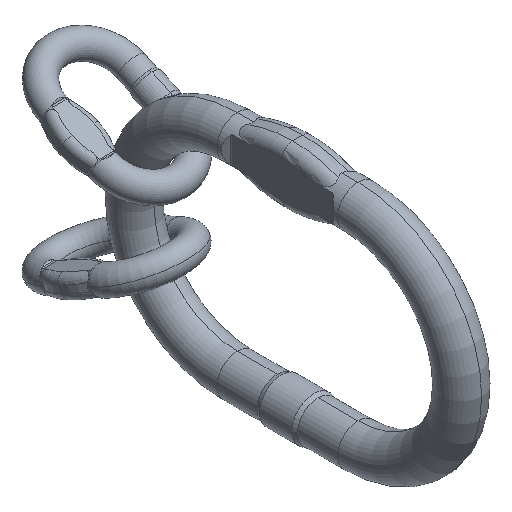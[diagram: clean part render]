
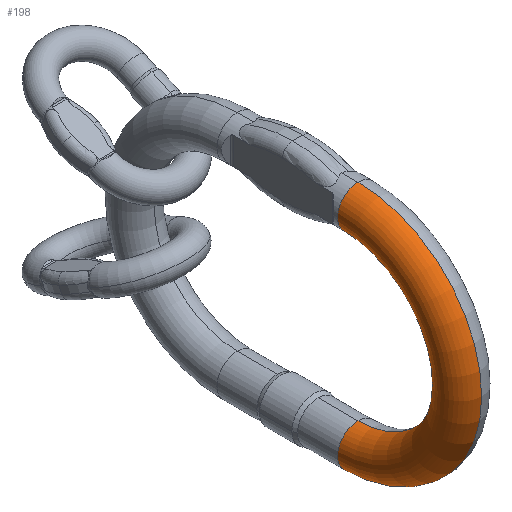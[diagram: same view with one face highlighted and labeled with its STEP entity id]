
A CAD part, isometric view. The second image highlights one B-rep face of the part: STEP entity #198.
In plain terms, the highlighted toroidal (fillet/blend) face has major radius 68.5 mm and minor radius 13.5 mm.
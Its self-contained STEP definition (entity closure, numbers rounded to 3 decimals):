
#198=ADVANCED_FACE('',(#601),#602,.T.);
#601=FACE_OUTER_BOUND('',#1180,.T.);
#602=TOROIDAL_SURFACE('',#1181,68.5,13.5);
#1180=EDGE_LOOP('',(#2645,#2646,#2647,#2648));
#1181=AXIS2_PLACEMENT_3D('',#2649,#2650,#2651);
#2645=ORIENTED_EDGE('',*,*,#4394,.T.);
#2646=ORIENTED_EDGE('',*,*,#4447,.F.);
#2647=ORIENTED_EDGE('',*,*,#4396,.T.);
#2648=ORIENTED_EDGE('',*,*,#4435,.T.);
#2649=CARTESIAN_POINT('',(0.0,-40.0,0.));
#2650=DIRECTION('',(-1.0,0.0,0.0));
#2651=DIRECTION('',(0.0,0.0,-1.0));
#4394=EDGE_CURVE('',#5311,#5312,#5313,.T.);
#4396=EDGE_CURVE('',#5316,#5314,#5317,.T.);
#4435=EDGE_CURVE('',#5314,#5311,#5385,.T.);
#4447=EDGE_CURVE('',#5316,#5312,#5402,.T.);
#5311=VERTEX_POINT('',#7142);
#5312=VERTEX_POINT('',#7143);
#5313=CIRCLE('',#7144,82.0);
#5314=VERTEX_POINT('',#7145);
#5316=VERTEX_POINT('',#7147);
#5317=CIRCLE('',#7148,55.0);
#5385=CIRCLE('',#7290,13.5);
#5402=CIRCLE('',#7331,13.5);
#7142=CARTESIAN_POINT('',(0.,-40.,-82.0));
#7143=CARTESIAN_POINT('',(0.,-40.,82.));
#7144=AXIS2_PLACEMENT_3D('',#9506,#9507,#9508);
#7145=CARTESIAN_POINT('',(0.0,-40.,-55.0));
#7147=CARTESIAN_POINT('',(0.0,-40.,55.));
#7148=AXIS2_PLACEMENT_3D('',#9512,#9513,#9514);
#7290=AXIS2_PLACEMENT_3D('',#9585,#9586,#9587);
#7331=AXIS2_PLACEMENT_3D('',#9603,#9604,#9605);
#9506=CARTESIAN_POINT('',(0.,-40.0,0.));
#9507=DIRECTION('',(-1.0,0.0,0.0));
#9508=DIRECTION('',(0.0,-0.0,1.0));
#9512=CARTESIAN_POINT('',(0.,-40.0,0.));
#9513=DIRECTION('',(1.0,0.0,-0.0));
#9514=DIRECTION('',(0.0,0.0,1.0));
#9585=CARTESIAN_POINT('',(0.0,-40.,-68.5));
#9586=DIRECTION('',(0.0,-1.0,0.));
#9587=DIRECTION('',(0.0,0.,1.0));
#9603=CARTESIAN_POINT('',(0.0,-40.,68.5));
#9604=DIRECTION('',(0.0,1.0,0.));
#9605=DIRECTION('',(0.0,0.,-1.0));
